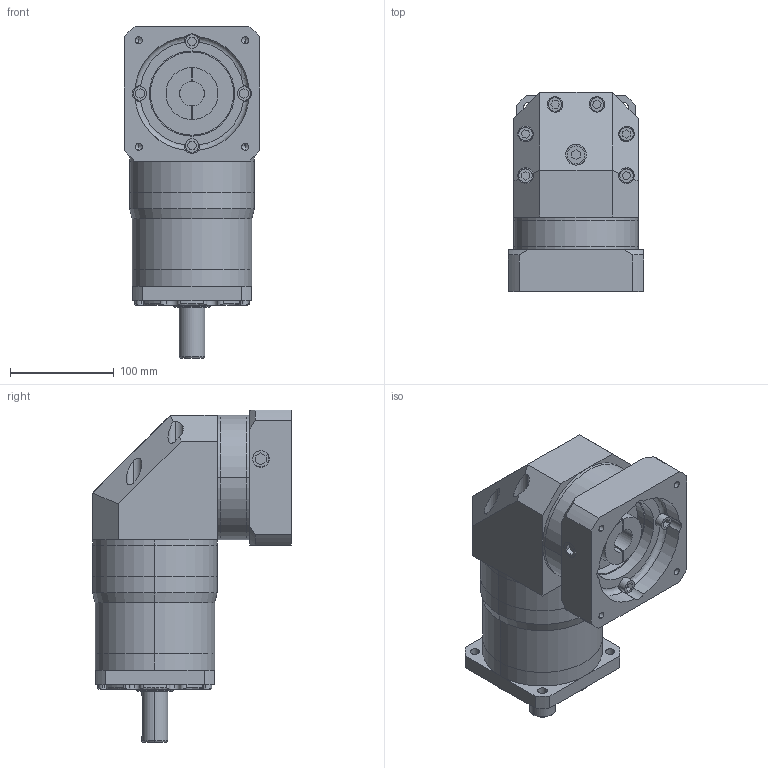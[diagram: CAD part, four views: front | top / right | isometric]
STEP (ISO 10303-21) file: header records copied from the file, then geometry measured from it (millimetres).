
FILE_DESCRIPTION (( 'STEP AP214' ), '1' );
FILE_NAME ('VGZF115三级模型（24-55 110-5 4-9-145）.STEP', '2019-01-10T08:44:55', ( 'Windows' ), ( 'Microsoft' ), 'SwSTEP 2.0', 'SolidWorks 2016', '' );
FILE_SCHEMA (( 'AUTOMOTIVE_DESIGN' ));
Length unit declared in the file: millimetre
Products named in the file (1): VGZF115三级模型（24-55 110-5 4-9-145）
Bounding box: 130 x 191.5 x 319.5 mm (x, y, z)
Volume: 3537597.7 mm3; surface area: 360382.9 mm2
Topology: 23 solids, 23 shells, 467 faces, 1140 edges, 743 vertices
Faces by surface type: plane 250, cylinder 182, cone 18, torus 17
Entity records: 14395 total; most frequent: CARTESIAN_POINT 2804, DIRECTION 2405, ORIENTED_EDGE 2260, EDGE_CURVE 1130, AXIS2_PLACEMENT_3D 866, VERTEX_POINT 743, LINE 673, VECTOR 673
